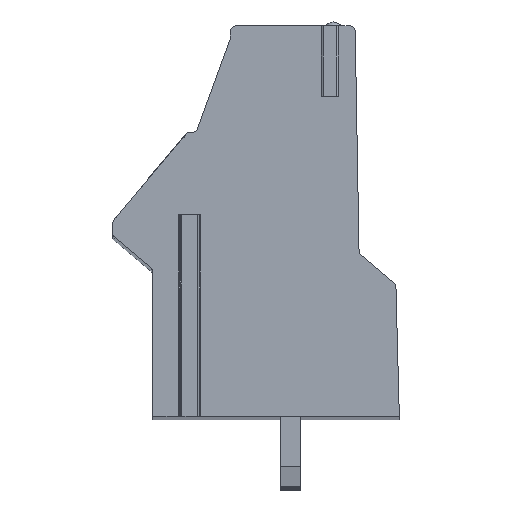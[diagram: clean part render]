
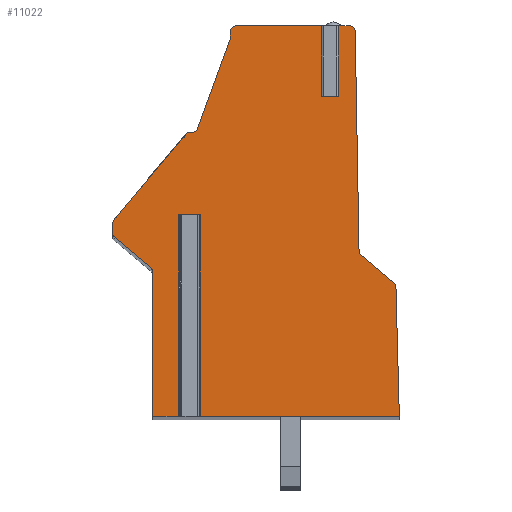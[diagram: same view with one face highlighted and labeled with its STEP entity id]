
A CAD part, top view. The second image highlights one B-rep face of the part: STEP entity #11022.
In plain terms, the highlighted planar face has unit normal (0, 0, 1).
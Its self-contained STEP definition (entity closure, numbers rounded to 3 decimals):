
#13=DIRECTION('',(-1.,0.,0.));
#14=VECTOR('',#13,0.55);
#15=CARTESIAN_POINT('',(3.708,6.127,99.06));
#16=LINE('',#15,#14);
#17=DIRECTION('',(0.,-1.,0.));
#18=VECTOR('',#17,3.5);
#19=CARTESIAN_POINT('',(3.708,9.627,99.06));
#20=LINE('',#19,#18);
#21=DIRECTION('',(-1.,0.,0.));
#22=VECTOR('',#21,0.682);
#23=CARTESIAN_POINT('',(4.39,9.627,99.06));
#24=LINE('',#23,#22);
#25=CARTESIAN_POINT('',(4.39,9.327,99.06));
#26=DIRECTION('',(0.,0.,1.));
#27=DIRECTION('',(1.,0.017,0.));
#28=AXIS2_PLACEMENT_3D('',#25,#26,#27);
#30=DIRECTION('',(-0.017,1.,0.));
#31=VECTOR('',#30,10.885);
#32=CARTESIAN_POINT('',(4.88,-1.552,99.06));
#33=LINE('',#32,#31);
#34=CARTESIAN_POINT('',(5.18,-1.546,99.06));
#35=DIRECTION('',(0.,0.,-1.));
#36=DIRECTION('',(-0.643,-0.766,0.));
#37=AXIS2_PLACEMENT_3D('',#34,#35,#36);
#39=DIRECTION('',(-0.766,0.643,0.));
#40=VECTOR('',#39,2.116);
#41=CARTESIAN_POINT('',(6.608,-3.137,99.06));
#42=LINE('',#41,#40);
#43=CARTESIAN_POINT('',(6.415,-3.366,99.06));
#44=DIRECTION('',(0.,0.,1.));
#45=DIRECTION('',(1.,0.029,0.));
#46=AXIS2_PLACEMENT_3D('',#43,#44,#45);
#48=DIRECTION('',(-0.026,1.,0.));
#49=VECTOR('',#48,6.418);
#50=CARTESIAN_POINT('',(6.883,-9.773,99.06));
#51=LINE('',#50,#49);
#52=DIRECTION('',(1.,0.,0.));
#53=VECTOR('',#52,9.952);
#54=CARTESIAN_POINT('',(-3.069,-9.773,99.06));
#55=LINE('',#54,#53);
#56=DIRECTION('',(0.,-1.,0.));
#57=VECTOR('',#56,10.);
#58=CARTESIAN_POINT('',(-3.069,0.227,99.06));
#59=LINE('',#58,#57);
#60=DIRECTION('',(-1.,0.,0.));
#61=VECTOR('',#60,0.996);
#62=CARTESIAN_POINT('',(-3.069,0.227,99.06));
#63=LINE('',#62,#61);
#64=DIRECTION('',(0.,-1.,0.));
#65=VECTOR('',#64,10.);
#66=CARTESIAN_POINT('',(-4.065,0.227,99.06));
#67=LINE('',#66,#65);
#68=DIRECTION('',(1.,0.,0.));
#69=VECTOR('',#68,1.302);
#70=CARTESIAN_POINT('',(-5.367,-9.773,99.06));
#71=LINE('',#70,#69);
#72=DIRECTION('',(0.,-1.,0.));
#73=VECTOR('',#72,7.198);
#74=CARTESIAN_POINT('',(-5.367,-2.576,99.06));
#75=LINE('',#74,#73);
#76=CARTESIAN_POINT('',(-5.567,-2.576,99.06));
#77=DIRECTION('',(0.,0.,-1.));
#78=DIRECTION('',(0.643,0.766,0.));
#79=AXIS2_PLACEMENT_3D('',#76,#77,#78);
#81=DIRECTION('',(0.766,-0.643,0.));
#82=VECTOR('',#81,2.424);
#83=CARTESIAN_POINT('',(-7.295,-0.864,99.06));
#84=LINE('',#83,#82);
#85=CARTESIAN_POINT('',(-7.167,-0.711,99.06));
#86=DIRECTION('',(0.,0.,1.));
#87=DIRECTION('',(-1.,0.,0.));
#88=AXIS2_PLACEMENT_3D('',#85,#86,#87);
#90=DIRECTION('',(0.,-1.,0.));
#91=VECTOR('',#90,0.52);
#92=CARTESIAN_POINT('',(-7.367,-0.191,99.06));
#93=LINE('',#92,#91);
#94=CARTESIAN_POINT('',(-7.067,-0.191,99.06));
#95=DIRECTION('',(0.,0.,1.));
#96=DIRECTION('',(-0.766,0.643,0.));
#97=AXIS2_PLACEMENT_3D('',#94,#95,#96);
#99=DIRECTION('',(-0.643,-0.766,0.));
#100=VECTOR('',#99,5.645);
#101=CARTESIAN_POINT('',(-3.668,4.327,99.06));
#102=LINE('',#101,#100);
#103=DIRECTION('',(-1.,0.,0.));
#104=VECTOR('',#103,0.236);
#105=CARTESIAN_POINT('',(-3.432,4.327,99.06));
#106=LINE('',#105,#104);
#107=CARTESIAN_POINT('',(-3.432,4.627,99.06));
#108=DIRECTION('',(0.,0.,-1.));
#109=DIRECTION('',(0.94,-0.342,0.));
#110=AXIS2_PLACEMENT_3D('',#107,#108,#109);
#112=DIRECTION('',(-0.342,-0.94,0.));
#113=VECTOR('',#112,4.782);
#114=CARTESIAN_POINT('',(-1.515,9.018,99.06));
#115=LINE('',#114,#113);
#116=DIRECTION('',(0.,-1.,0.));
#117=VECTOR('',#116,0.309);
#118=CARTESIAN_POINT('',(-1.515,9.327,99.06));
#119=LINE('',#118,#117);
#120=CARTESIAN_POINT('',(-1.215,9.327,99.06));
#121=DIRECTION('',(0.,0.,1.));
#122=DIRECTION('',(0.,1.,0.));
#123=AXIS2_PLACEMENT_3D('',#120,#121,#122);
#125=DIRECTION('',(-1.,0.,0.));
#126=VECTOR('',#125,4.373);
#127=CARTESIAN_POINT('',(3.158,9.627,99.06));
#128=LINE('',#127,#126);
#129=DIRECTION('',(0.,-1.,0.));
#130=VECTOR('',#129,3.5);
#131=CARTESIAN_POINT('',(3.158,9.627,99.06));
#132=LINE('',#131,#130);
#8625=CARTESIAN_POINT('',(6.883,-9.773,99.06));
#8626=CARTESIAN_POINT('',(6.715,-3.358,99.06));
#8627=VERTEX_POINT('',#8625);
#8628=VERTEX_POINT('',#8626);
#8629=CARTESIAN_POINT('',(6.608,-3.137,99.06));
#8630=VERTEX_POINT('',#8629);
#8631=CARTESIAN_POINT('',(4.987,-1.776,99.06));
#8632=VERTEX_POINT('',#8631);
#8633=CARTESIAN_POINT('',(4.88,-1.552,99.06));
#8634=VERTEX_POINT('',#8633);
#8635=CARTESIAN_POINT('',(4.69,9.332,99.06));
#8636=VERTEX_POINT('',#8635);
#8637=CARTESIAN_POINT('',(4.39,9.627,99.06));
#8638=VERTEX_POINT('',#8637);
#8639=CARTESIAN_POINT('',(-1.215,9.627,99.06));
#8640=CARTESIAN_POINT('',(-1.515,9.327,99.06));
#8641=VERTEX_POINT('',#8639);
#8642=VERTEX_POINT('',#8640);
#8643=CARTESIAN_POINT('',(-1.515,9.018,99.06));
#8644=VERTEX_POINT('',#8643);
#8645=CARTESIAN_POINT('',(-3.15,4.524,99.06));
#8646=VERTEX_POINT('',#8645);
#8647=CARTESIAN_POINT('',(-3.432,4.327,99.06));
#8648=VERTEX_POINT('',#8647);
#8649=CARTESIAN_POINT('',(-3.668,4.327,99.06));
#8650=VERTEX_POINT('',#8649);
#8651=CARTESIAN_POINT('',(-7.297,0.002,99.06));
#8652=VERTEX_POINT('',#8651);
#8653=CARTESIAN_POINT('',(-7.367,-0.191,99.06));
#8654=VERTEX_POINT('',#8653);
#8655=CARTESIAN_POINT('',(-7.367,-0.711,99.06));
#8656=VERTEX_POINT('',#8655);
#8657=CARTESIAN_POINT('',(-7.295,-0.864,99.06));
#8658=VERTEX_POINT('',#8657);
#8659=CARTESIAN_POINT('',(-5.438,-2.422,99.06));
#8660=VERTEX_POINT('',#8659);
#8661=CARTESIAN_POINT('',(-5.367,-2.576,99.06));
#8662=VERTEX_POINT('',#8661);
#8663=CARTESIAN_POINT('',(-5.367,-9.773,99.06));
#8664=VERTEX_POINT('',#8663);
#8765=CARTESIAN_POINT('',(-3.069,0.227,99.06));
#8766=CARTESIAN_POINT('',(-4.065,0.227,99.06));
#8767=VERTEX_POINT('',#8765);
#8768=VERTEX_POINT('',#8766);
#8769=CARTESIAN_POINT('',(-3.069,-9.773,99.06));
#8770=VERTEX_POINT('',#8769);
#8771=CARTESIAN_POINT('',(-4.065,-9.773,99.06));
#8772=VERTEX_POINT('',#8771);
#8809=CARTESIAN_POINT('',(3.708,6.127,99.06));
#8810=CARTESIAN_POINT('',(3.158,6.127,99.06));
#8811=VERTEX_POINT('',#8809);
#8812=VERTEX_POINT('',#8810);
#8813=CARTESIAN_POINT('',(3.158,9.627,99.06));
#8814=VERTEX_POINT('',#8813);
#8815=CARTESIAN_POINT('',(3.708,9.627,99.06));
#8816=VERTEX_POINT('',#8815);
#10959=CARTESIAN_POINT('',(0.,0.,99.06));
#10960=DIRECTION('',(0.,0.,1.));
#10961=DIRECTION('',(1.,0.,0.));
#10962=AXIS2_PLACEMENT_3D('',#10959,#10960,#10961);
#10963=PLANE('',#10962);
#10965=ORIENTED_EDGE('',*,*,#10964,.F.);
#10967=ORIENTED_EDGE('',*,*,#10966,.F.);
#10969=ORIENTED_EDGE('',*,*,#10968,.F.);
#10971=ORIENTED_EDGE('',*,*,#10970,.F.);
#10973=ORIENTED_EDGE('',*,*,#10972,.F.);
#10975=ORIENTED_EDGE('',*,*,#10974,.F.);
#10977=ORIENTED_EDGE('',*,*,#10976,.F.);
#10979=ORIENTED_EDGE('',*,*,#10978,.F.);
#10981=ORIENTED_EDGE('',*,*,#10980,.F.);
#10983=ORIENTED_EDGE('',*,*,#10982,.F.);
#10985=ORIENTED_EDGE('',*,*,#10984,.F.);
#10987=ORIENTED_EDGE('',*,*,#10986,.T.);
#10989=ORIENTED_EDGE('',*,*,#10988,.T.);
#10991=ORIENTED_EDGE('',*,*,#10990,.F.);
#10993=ORIENTED_EDGE('',*,*,#10992,.F.);
#10995=ORIENTED_EDGE('',*,*,#10994,.F.);
#10997=ORIENTED_EDGE('',*,*,#10996,.F.);
#10999=ORIENTED_EDGE('',*,*,#10998,.F.);
#11001=ORIENTED_EDGE('',*,*,#11000,.F.);
#11003=ORIENTED_EDGE('',*,*,#11002,.F.);
#11005=ORIENTED_EDGE('',*,*,#11004,.F.);
#11007=ORIENTED_EDGE('',*,*,#11006,.F.);
#11009=ORIENTED_EDGE('',*,*,#11008,.F.);
#11011=ORIENTED_EDGE('',*,*,#11010,.F.);
#11013=ORIENTED_EDGE('',*,*,#11012,.F.);
#11015=ORIENTED_EDGE('',*,*,#11014,.F.);
#11017=ORIENTED_EDGE('',*,*,#11016,.F.);
#11019=ORIENTED_EDGE('',*,*,#11018,.T.);
#11020=EDGE_LOOP('',(#10965,#10967,#10969,#10971,#10973,#10975,#10977,#10979,
#10981,#10983,#10985,#10987,#10989,#10991,#10993,#10995,#10997,#10999,#11001,
#11003,#11005,#11007,#11009,#11011,#11013,#11015,#11017,#11019));
#11021=FACE_OUTER_BOUND('',#11020,.F.);
#29=CIRCLE('',#28,0.3);
#38=CIRCLE('',#37,0.3);
#47=CIRCLE('',#46,0.3);
#80=CIRCLE('',#79,0.2);
#89=CIRCLE('',#88,0.2);
#98=CIRCLE('',#97,0.3);
#111=CIRCLE('',#110,0.3);
#124=CIRCLE('',#123,0.3);
#10964=EDGE_CURVE('',#8811,#8812,#16,.T.);
#10966=EDGE_CURVE('',#8816,#8811,#20,.T.);
#10968=EDGE_CURVE('',#8638,#8816,#24,.T.);
#10970=EDGE_CURVE('',#8636,#8638,#29,.T.);
#10972=EDGE_CURVE('',#8634,#8636,#33,.T.);
#10974=EDGE_CURVE('',#8632,#8634,#38,.T.);
#10976=EDGE_CURVE('',#8630,#8632,#42,.T.);
#10978=EDGE_CURVE('',#8628,#8630,#47,.T.);
#10980=EDGE_CURVE('',#8627,#8628,#51,.T.);
#10982=EDGE_CURVE('',#8770,#8627,#55,.T.);
#10984=EDGE_CURVE('',#8767,#8770,#59,.T.);
#10986=EDGE_CURVE('',#8767,#8768,#63,.T.);
#10988=EDGE_CURVE('',#8768,#8772,#67,.T.);
#10990=EDGE_CURVE('',#8664,#8772,#71,.T.);
#10992=EDGE_CURVE('',#8662,#8664,#75,.T.);
#10994=EDGE_CURVE('',#8660,#8662,#80,.T.);
#10996=EDGE_CURVE('',#8658,#8660,#84,.T.);
#10998=EDGE_CURVE('',#8656,#8658,#89,.T.);
#11000=EDGE_CURVE('',#8654,#8656,#93,.T.);
#11002=EDGE_CURVE('',#8652,#8654,#98,.T.);
#11004=EDGE_CURVE('',#8650,#8652,#102,.T.);
#11006=EDGE_CURVE('',#8648,#8650,#106,.T.);
#11008=EDGE_CURVE('',#8646,#8648,#111,.T.);
#11010=EDGE_CURVE('',#8644,#8646,#115,.T.);
#11012=EDGE_CURVE('',#8642,#8644,#119,.T.);
#11014=EDGE_CURVE('',#8641,#8642,#124,.T.);
#11016=EDGE_CURVE('',#8814,#8641,#128,.T.);
#11018=EDGE_CURVE('',#8814,#8812,#132,.T.);
#11022=ADVANCED_FACE('',(#11021),#10963,.T.);
